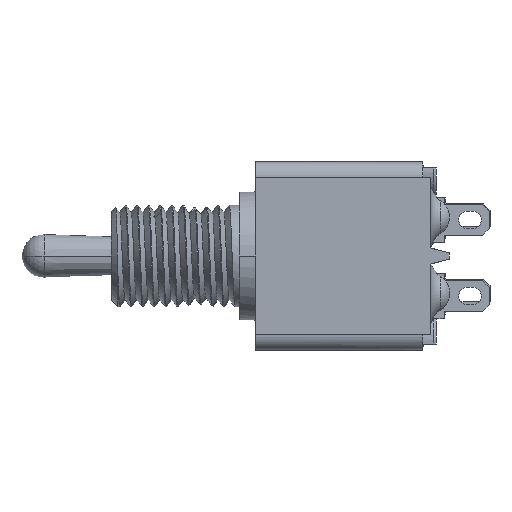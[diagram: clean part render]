
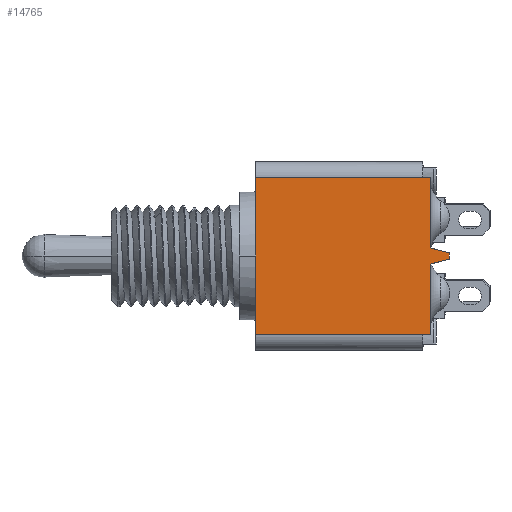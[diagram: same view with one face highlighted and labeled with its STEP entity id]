
A CAD part, left-side view. The second image highlights one B-rep face of the part: STEP entity #14765.
In plain terms, the highlighted planar face has unit normal (-1, 0, 0).
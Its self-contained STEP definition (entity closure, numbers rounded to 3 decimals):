
#492=DIRECTION('',(0.,1.,0.));
#493=VECTOR('',#492,10.45);
#494=CARTESIAN_POINT('',(-6.6,0.85,-4.9));
#495=LINE('',#494,#493);
#508=DIRECTION('',(0.,0.,-1.));
#509=VECTOR('',#508,9.8);
#510=CARTESIAN_POINT('',(-6.6,11.3,4.9));
#511=LINE('',#510,#509);
#1239=DIRECTION('',(0.,0.,-1.));
#1240=VECTOR('',#1239,4.4);
#1241=CARTESIAN_POINT('',(-6.6,0.35,4.9));
#1242=LINE('',#1241,#1240);
#1243=DIRECTION('',(0.,-0.966,-0.259));
#1244=VECTOR('',#1243,1.191);
#1245=CARTESIAN_POINT('',(-6.6,0.35,0.5));
#1246=LINE('',#1245,#1244);
#1247=DIRECTION('',(0.,0.,-1.));
#1248=VECTOR('',#1247,0.384);
#1249=CARTESIAN_POINT('',(-6.6,-0.8,0.192));
#1250=LINE('',#1249,#1248);
#1251=DIRECTION('',(0.,0.966,-0.259));
#1252=VECTOR('',#1251,1.191);
#1253=CARTESIAN_POINT('',(-6.6,-0.8,-0.192));
#1254=LINE('',#1253,#1252);
#1255=DIRECTION('',(0.,0.,-1.));
#1256=VECTOR('',#1255,4.4);
#1257=CARTESIAN_POINT('',(-6.6,0.35,-0.5));
#1258=LINE('',#1257,#1256);
#1259=DIRECTION('',(0.,1.,0.));
#1260=VECTOR('',#1259,0.5);
#1261=CARTESIAN_POINT('',(-6.6,0.35,-4.9));
#1262=LINE('',#1261,#1260);
#1263=DIRECTION('',(0.,-1.,0.));
#1264=VECTOR('',#1263,0.5);
#1265=CARTESIAN_POINT('',(-6.6,0.85,4.9));
#1266=LINE('',#1265,#1264);
#2373=DIRECTION('',(0.,1.,0.));
#2374=VECTOR('',#2373,10.45);
#2375=CARTESIAN_POINT('',(-6.6,0.85,4.9));
#2376=LINE('',#2375,#2374);
#11013=CARTESIAN_POINT('',(-6.6,11.3,4.9));
#11014=CARTESIAN_POINT('',(-6.6,11.3,-4.9));
#11015=VERTEX_POINT('',#11013);
#11016=VERTEX_POINT('',#11014);
#11061=CARTESIAN_POINT('',(-6.6,0.35,-4.9));
#11062=CARTESIAN_POINT('',(-6.6,0.85,-4.9));
#11063=VERTEX_POINT('',#11061);
#11064=VERTEX_POINT('',#11062);
#11085=CARTESIAN_POINT('',(-6.6,0.85,4.9));
#11086=CARTESIAN_POINT('',(-6.6,0.35,4.9));
#11087=VERTEX_POINT('',#11085);
#11088=VERTEX_POINT('',#11086);
#11149=CARTESIAN_POINT('',(-6.6,-0.8,0.192));
#11150=CARTESIAN_POINT('',(-6.6,-0.8,-0.192));
#11151=VERTEX_POINT('',#11149);
#11152=VERTEX_POINT('',#11150);
#11157=CARTESIAN_POINT('',(-6.6,0.35,0.5));
#11158=VERTEX_POINT('',#11157);
#11159=CARTESIAN_POINT('',(-6.6,0.35,-0.5));
#11160=VERTEX_POINT('',#11159);
#14743=CARTESIAN_POINT('',(-6.6,11.3,5.9));
#14744=DIRECTION('',(-1.,0.,0.));
#14745=DIRECTION('',(0.,0.,-1.));
#14746=AXIS2_PLACEMENT_3D('',#14743,#14744,#14745);
#14747=PLANE('',#14746);
#14748=ORIENTED_EDGE('',*,*,#14362,.T.);
#14749=ORIENTED_EDGE('',*,*,#14707,.T.);
#14750=ORIENTED_EDGE('',*,*,#14734,.T.);
#14752=ORIENTED_EDGE('',*,*,#14751,.T.);
#14754=ORIENTED_EDGE('',*,*,#14753,.T.);
#14756=ORIENTED_EDGE('',*,*,#14755,.T.);
#14757=ORIENTED_EDGE('',*,*,#13791,.T.);
#14758=ORIENTED_EDGE('',*,*,#13823,.F.);
#14760=ORIENTED_EDGE('',*,*,#14759,.F.);
#14762=ORIENTED_EDGE('',*,*,#14761,.T.);
#14763=EDGE_LOOP('',(#14748,#14749,#14750,#14752,#14754,#14756,#14757,#14758,
#14760,#14762));
#14764=FACE_OUTER_BOUND('',#14763,.F.);
#13791=EDGE_CURVE('',#11064,#11016,#495,.T.);
#13823=EDGE_CURVE('',#11015,#11016,#511,.T.);
#14362=EDGE_CURVE('',#11088,#11158,#1242,.T.);
#14707=EDGE_CURVE('',#11158,#11151,#1246,.T.);
#14734=EDGE_CURVE('',#11151,#11152,#1250,.T.);
#14751=EDGE_CURVE('',#11152,#11160,#1254,.T.);
#14753=EDGE_CURVE('',#11160,#11063,#1258,.T.);
#14755=EDGE_CURVE('',#11063,#11064,#1262,.T.);
#14759=EDGE_CURVE('',#11087,#11015,#2376,.T.);
#14761=EDGE_CURVE('',#11087,#11088,#1266,.T.);
#14765=ADVANCED_FACE('',(#14764),#14747,.T.);
